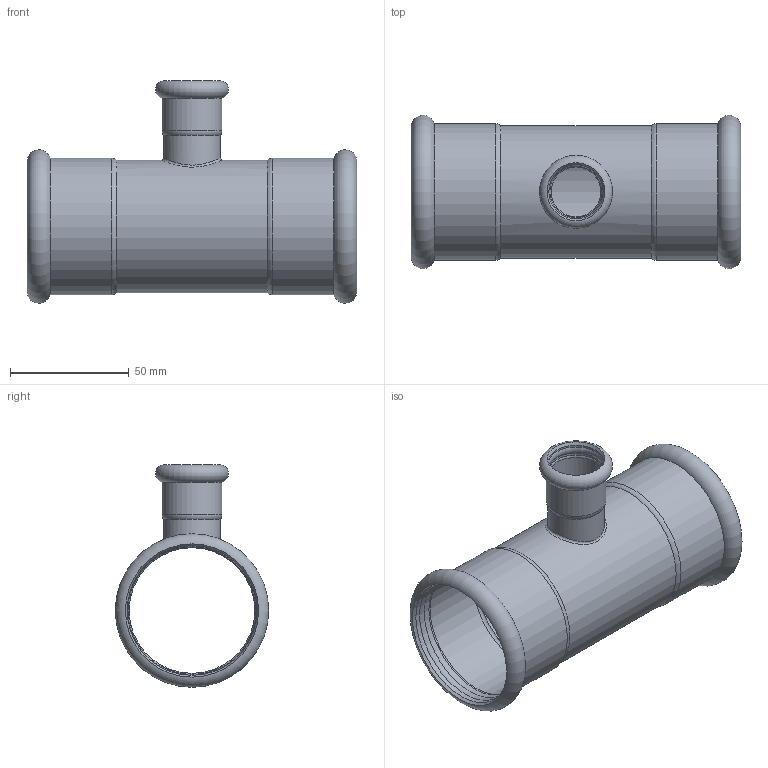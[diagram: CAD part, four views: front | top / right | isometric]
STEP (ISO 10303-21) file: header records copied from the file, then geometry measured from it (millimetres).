
FILE_DESCRIPTION(/* description */ ('TEE RIDOTTO 54-22-54'),/* implementation_level */ '2;1');
FILE_NAME(/* name */ '192054022_Inoxpres.stp',/* time_stamp */ '2022-10-12T11:31:15+02:00',/* author */ ('Vault'),/* organization */ ('Raccorderie metalliche s.p.a. '),/* preprocessor_version */ 'ST-DEVELOPER v18.1',/* originating_system */ 'Autodesk Inventor 2020',/* authorisation */ 'Raccorderie metalliche s.p.a. ');
FILE_SCHEMA (('AUTOMOTIVE_DESIGN { 1 0 10303 214 3 1 1 }'));
Length unit declared in the file: millimetre
Products named in the file (1): 192054022_Inoxpres
Bounding box: 139 x 64.76 x 93.88 mm (x, y, z)
Volume: 50157 mm3; surface area: 55067.3 mm2
Topology: 1 solids, 1 shells, 38 faces, 135 edges, 98 vertices
Faces by surface type: cylinder 17, torus 15, cone 3, bspline 2, plane 1
Full cylindrical faces by diameter (mm): 21 x1, 21.6 x1, 22.3 x1, 22.9 x2, 24 x1, 25.3 x1, 53 x1, 54.5 x2, 54.7 x4, 56 x1, 57.5 x2
Entity records: 1859 total; most frequent: CARTESIAN_POINT 530, DIRECTION 315, ORIENTED_EDGE 272, AXIS2_PLACEMENT_3D 147, EDGE_CURVE 136, CIRCLE 110, VERTEX_POINT 99, EDGE_LOOP 41
